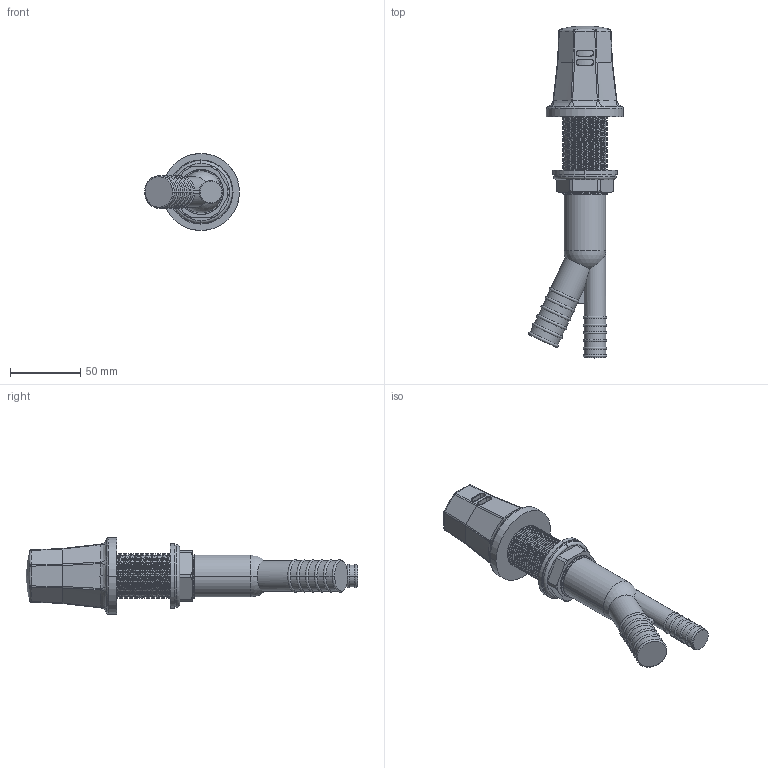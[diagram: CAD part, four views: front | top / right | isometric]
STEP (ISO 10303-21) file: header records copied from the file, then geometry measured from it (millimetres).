
FILE_DESCRIPTION((''),'2;1');
FILE_NAME('1200-5711','2021-10-04T15:26:23',('rsmith'),(''),'CREO PARAMETRIC BY PTC INC, 2018400','CREO PARAMETRIC BY PTC INC, 2018400','');
FILE_SCHEMA(('AUTOMOTIVE_DESIGN { 1 0 10303 214 1 1 1 1 }'));
Length unit declared in the file: inch
Products named in the file (1): 1200-5711
Bounding box: 67.62 x 236.66 x 54.86 mm (x, y, z)
Volume: 195261.3 mm3; surface area: 46907.8 mm2
Topology: 1 solids, 1 shells, 341 faces, 849 edges, 519 vertices
Faces by surface type: cylinder 141, bspline 80, plane 71, torus 37, sphere 12
Entity records: 32730 total; most frequent: CARTESIAN_POINT 21205, ORIENTED_EDGE 1694, DIRECTION 1266, PRESENTATION_STYLE_ASSIGNMENT 1054, STYLED_ITEM 934, CURVE_STYLE 847, EDGE_CURVE 847, VERTEX_POINT 519
